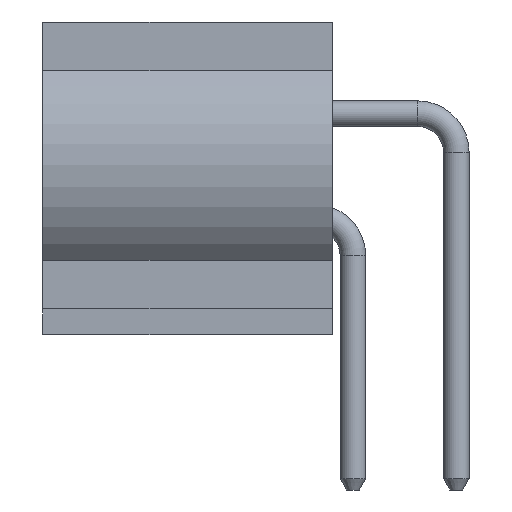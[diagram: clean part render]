
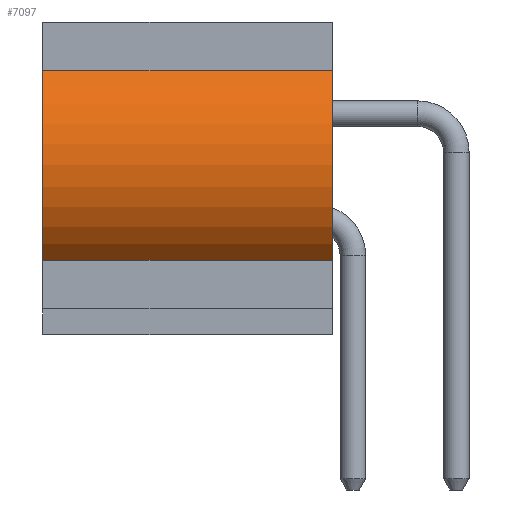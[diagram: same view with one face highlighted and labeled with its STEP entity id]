
A CAD part, left-side view. The second image highlights one B-rep face of the part: STEP entity #7097.
In plain terms, the highlighted cylindrical face has radius 2.5 mm (diameter 5 mm), a partial arc.
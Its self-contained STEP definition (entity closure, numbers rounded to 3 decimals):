
#80=CARTESIAN_POINT('',(-12.5,3.4,0.));
#81=DIRECTION('',(0.,-1.,0.));
#82=DIRECTION('',(-0.68,0.,0.733));
#83=AXIS2_PLACEMENT_3D('',#80,#81,#82);
#566=CARTESIAN_POINT('',(-12.5,-2.2,0.));
#567=DIRECTION('',(0.,-1.,0.));
#568=DIRECTION('',(-0.68,0.,0.733));
#569=AXIS2_PLACEMENT_3D('',#566,#567,#568);
#3515=DIRECTION('',(0.,-1.,0.));
#3516=VECTOR('',#3515,5.6);
#3517=CARTESIAN_POINT('',(-14.2,3.4,1.833));
#3518=LINE('',#3517,#3516);
#3522=DIRECTION('',(0.,-1.,0.));
#3523=VECTOR('',#3522,5.6);
#3524=CARTESIAN_POINT('',(-14.2,3.4,-1.833));
#3525=LINE('',#3524,#3523);
#4039=CARTESIAN_POINT('',(-14.2,3.4,1.833));
#4041=VERTEX_POINT('',#4039);
#4042=CARTESIAN_POINT('',(-14.2,3.4,-1.833));
#4043=VERTEX_POINT('',#4042);
#4048=CARTESIAN_POINT('',(-14.2,-2.2,1.833));
#4049=VERTEX_POINT('',#4048);
#4050=CARTESIAN_POINT('',(-14.2,-2.2,-1.833));
#4051=VERTEX_POINT('',#4050);
#7085=CARTESIAN_POINT('',(-12.5,3.4,0.));
#7086=DIRECTION('',(0.,-1.,0.));
#7087=DIRECTION('',(-1.,0.,0.));
#7088=AXIS2_PLACEMENT_3D('',#7085,#7086,#7087);
#7089=CYLINDRICAL_SURFACE('',#7088,2.5);
#7090=ORIENTED_EDGE('',*,*,#4163,.F.);
#7091=ORIENTED_EDGE('',*,*,#7080,.T.);
#7092=ORIENTED_EDGE('',*,*,#4485,.T.);
#7094=ORIENTED_EDGE('',*,*,#7093,.F.);
#7095=EDGE_LOOP('',(#7090,#7091,#7092,#7094));
#7096=FACE_OUTER_BOUND('',#7095,.F.);
#7097=ADVANCED_FACE('',(#7096),#7089,.T.);
#84=CIRCLE('',#83,2.5);
#570=CIRCLE('',#569,2.5);
#4163=EDGE_CURVE('',#4041,#4043,#84,.T.);
#4485=EDGE_CURVE('',#4049,#4051,#570,.T.);
#7080=EDGE_CURVE('',#4041,#4049,#3518,.T.);
#7093=EDGE_CURVE('',#4043,#4051,#3525,.T.);
